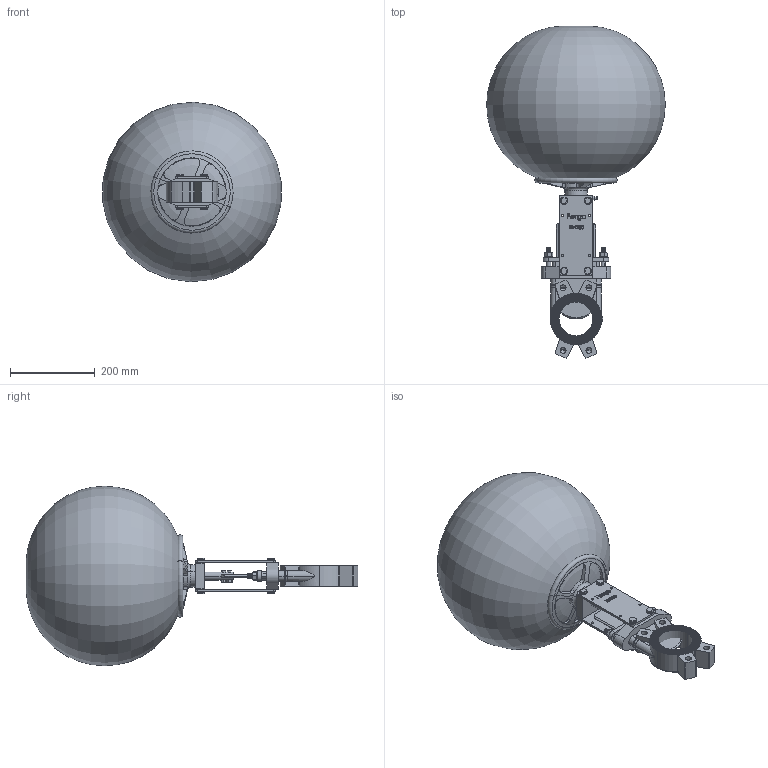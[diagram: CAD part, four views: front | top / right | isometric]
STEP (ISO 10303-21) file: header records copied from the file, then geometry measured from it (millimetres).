
FILE_DESCRIPTION (( 'STEP AP214' ), '1' );
FILE_NAME ('FM200-Plattenschieber-Stoffschieber-DN80-PN10-Handrad-Steigender-Spindel-Fergo.STEP', '2022-09-22T07:58:31', ( '' ), ( '' ), 'SwSTEP 2.0', 'SolidWorks 2022', '' );
FILE_SCHEMA (( 'AUTOMOTIVE_DESIGN' ));
Length unit declared in the file: millimetre
Products named in the file (1): FM200-Plattenschieber-Stoffschieber-DN80-PN10-Handrad-Steigender-Spindel-Fergo
Bounding box: 422.72 x 785.51 x 424.94 mm (x, y, z)
Volume: 111485644.2 mm3; surface area: 1974438 mm2
Topology: 39 solids, 39 shells, 1382 faces, 3548 edges, 2275 vertices
Faces by surface type: cylinder 494, plane 424, bspline 259, torus 105, cone 100
Entity records: 90822 total; most frequent: CARTESIAN_POINT 56961, ORIENTED_EDGE 7024, DIRECTION 5243, EDGE_CURVE 3512, VERTEX_POINT 2275, AXIS2_PLACEMENT_3D 1931, EDGE_LOOP 1527, FACE_OUTER_BOUND 1385
